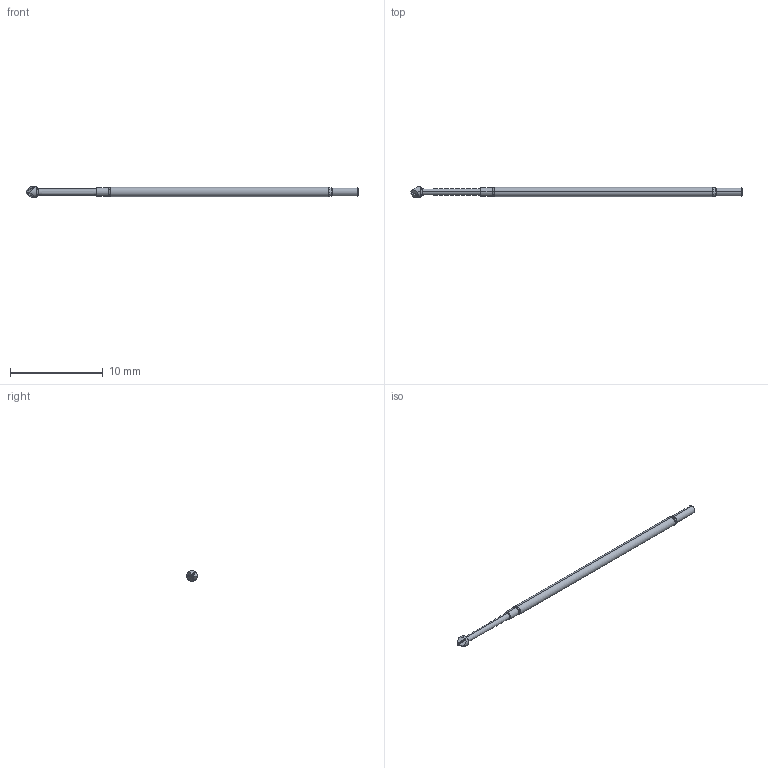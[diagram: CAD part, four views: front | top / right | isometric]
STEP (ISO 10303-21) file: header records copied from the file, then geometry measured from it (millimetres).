
FILE_DESCRIPTION (( 'STEP AP214' ), '1' );
FILE_NAME ('X50-2518.STEP', '2020-10-22T16:56:47', ( '' ), ( '' ), 'SwSTEP 2.0', 'SolidWorks 2019', '' );
FILE_SCHEMA (( 'AUTOMOTIVE_DESIGN' ));
Length unit declared in the file: inch
Products named in the file (1): X50-2518
Bounding box: 35.81 x 1.17 x 1.17 mm (x, y, z)
Volume: 25.1 mm3; surface area: 107.2 mm2
Topology: 1 solids, 1 shells, 60 faces, 141 edges, 84 vertices
Faces by surface type: bspline 27, cone 12, cylinder 8, torus 8, plane 5
Entity records: 6686 total; most frequent: CARTESIAN_POINT 4716, ORIENTED_EDGE 282, DIRECTION 164, EDGE_CURVE 141, VERTEX_POINT 84, B_SPLINE_CURVE_WITH_KNOTS 83, AXIS2_PLACEMENT_3D 72, DIMENSIONAL_EXPONENTS 63
